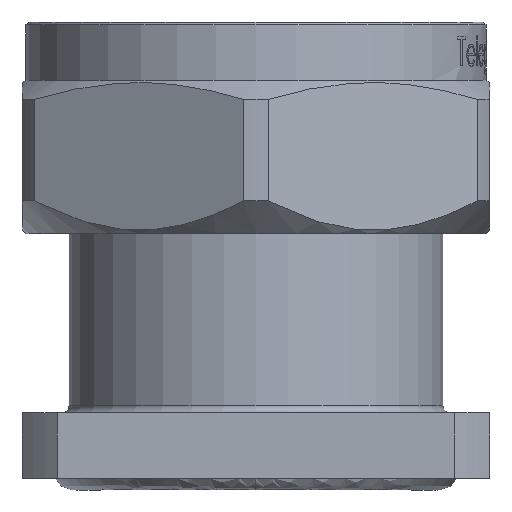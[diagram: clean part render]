
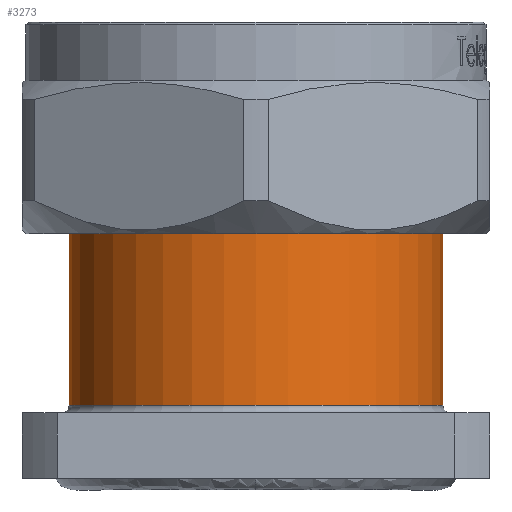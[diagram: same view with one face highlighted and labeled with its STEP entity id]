
A CAD part, front view. The second image highlights one B-rep face of the part: STEP entity #3273.
In plain terms, the highlighted cylindrical face has radius 12.8 mm (diameter 25.6 mm), a partial arc.
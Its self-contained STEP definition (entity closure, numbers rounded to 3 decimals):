
#147 = DIRECTION ( 'NONE',  ( 1., 0., 0. ) ) ;
#345 = CARTESIAN_POINT ( 'NONE',  ( 0., 0., 3.273 ) ) ;
#526 = AXIS2_PLACEMENT_3D ( 'NONE', #9762, #3598, #3388 ) ;
#1191 = EDGE_CURVE ( 'NONE', #12321, #3836, #2480, .T. ) ;
#1790 = CIRCLE ( 'NONE', #3097, 12.8 ) ;
#2035 = CIRCLE ( 'NONE', #526, 12.8 ) ;
#2145 = VERTEX_POINT ( 'NONE', #6374 ) ;
#2173 = EDGE_LOOP ( 'NONE', ( #9950, #6338, #6124, #8423 ) ) ;
#2480 = LINE ( 'NONE', #2524, #9690 ) ;
#2524 = CARTESIAN_POINT ( 'NONE',  ( -12.8, 0., 3.273 ) ) ;
#2769 = DIRECTION ( 'NONE',  ( 0., 0., 1. ) ) ;
#3097 = AXIS2_PLACEMENT_3D ( 'NONE', #10944, #3290, #5911 ) ;
#3273 = ADVANCED_FACE ( 'NONE', ( #11909 ), #5487, .T. ) ;
#3290 = DIRECTION ( 'NONE',  ( 0., 0., 1. ) ) ;
#3388 = DIRECTION ( 'NONE',  ( -1., 0., 0. ) ) ;
#3598 = DIRECTION ( 'NONE',  ( 0., 0., 1. ) ) ;
#3836 = VERTEX_POINT ( 'NONE', #7121 ) ;
#4863 = CARTESIAN_POINT ( 'NONE',  ( 12.8, 0., 3.273 ) ) ;
#5487 = CYLINDRICAL_SURFACE ( 'NONE', #14408, 12.8 ) ;
#5911 = DIRECTION ( 'NONE',  ( 1., 0., 0. ) ) ;
#5963 = EDGE_CURVE ( 'NONE', #3836, #13322, #1790, .T. ) ;
#6124 = ORIENTED_EDGE ( 'NONE', *, *, #10753, .T. ) ;
#6338 = ORIENTED_EDGE ( 'NONE', *, *, #10765, .T. ) ;
#6374 = CARTESIAN_POINT ( 'NONE',  ( 12.8, 0., -25. ) ) ;
#7121 = CARTESIAN_POINT ( 'NONE',  ( -12.8, 0., -13.25 ) ) ;
#8423 = ORIENTED_EDGE ( 'NONE', *, *, #5963, .F. ) ;
#8703 = VECTOR ( 'NONE', #16025, 1000. ) ;
#8732 = CARTESIAN_POINT ( 'NONE',  ( 12.8, 0., -13.25 ) ) ;
#9690 = VECTOR ( 'NONE', #14570, 1000. ) ;
#9762 = CARTESIAN_POINT ( 'NONE',  ( 0., 0., -25. ) ) ;
#9950 = ORIENTED_EDGE ( 'NONE', *, *, #1191, .F. ) ;
#10753 = EDGE_CURVE ( 'NONE', #2145, #13322, #12006, .T. ) ;
#10765 = EDGE_CURVE ( 'NONE', #12321, #2145, #2035, .T. ) ;
#10944 = CARTESIAN_POINT ( 'NONE',  ( 0., 0., -13.25 ) ) ;
#11909 = FACE_OUTER_BOUND ( 'NONE', #2173, .T. ) ;
#12006 = LINE ( 'NONE', #4863, #8703 ) ;
#12321 = VERTEX_POINT ( 'NONE', #14154 ) ;
#13322 = VERTEX_POINT ( 'NONE', #8732 ) ;
#14154 = CARTESIAN_POINT ( 'NONE',  ( -12.8, 0., -25. ) ) ;
#14408 = AXIS2_PLACEMENT_3D ( 'NONE', #345, #2769, #147 ) ;
#14570 = DIRECTION ( 'NONE',  ( 0., 0., 1. ) ) ;
#16025 = DIRECTION ( 'NONE',  ( 0., 0., 1. ) ) ;
